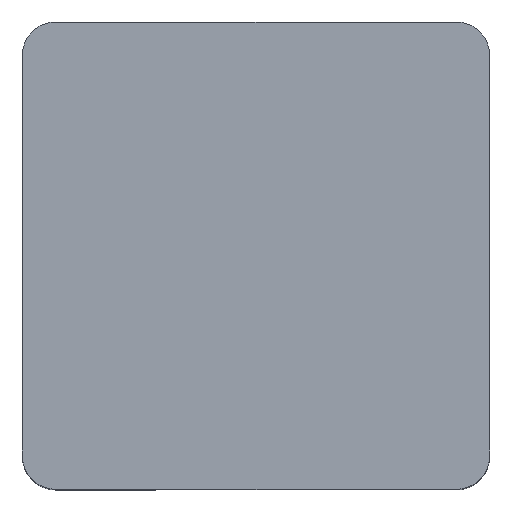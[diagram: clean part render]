
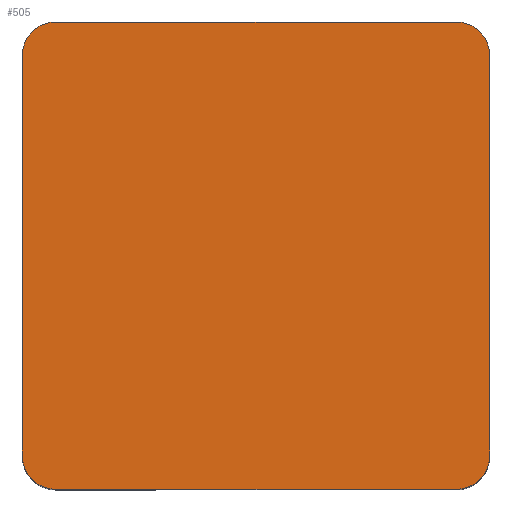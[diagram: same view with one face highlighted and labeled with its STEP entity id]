
A CAD part, top view. The second image highlights one B-rep face of the part: STEP entity #505.
In plain terms, the highlighted planar face has unit normal (0, 0, 1).
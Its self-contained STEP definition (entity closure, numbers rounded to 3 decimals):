
#1 = EDGE_CURVE ( 'NONE', #343, #142, #113, .T. ) ;
#3 = CIRCLE ( 'NONE', #166, 5. ) ;
#13 = DIRECTION ( 'NONE',  ( 0., 0., 1. ) ) ;
#21 = DIRECTION ( 'NONE',  ( -1., 0., 0. ) ) ;
#48 = VECTOR ( 'NONE', #406, 1000. ) ;
#50 = DIRECTION ( 'NONE',  ( 0., -1., 0. ) ) ;
#60 = CARTESIAN_POINT ( 'NONE',  ( 30., 30., 57. ) ) ;
#66 = DIRECTION ( 'NONE',  ( 0., 0., 1. ) ) ;
#69 = CARTESIAN_POINT ( 'NONE',  ( -35., -30., 57. ) ) ;
#72 = EDGE_CURVE ( 'NONE', #403, #264, #211, .T. ) ;
#73 = CARTESIAN_POINT ( 'NONE',  ( 35., 30., 57. ) ) ;
#86 = ORIENTED_EDGE ( 'NONE', *, *, #503, .T. ) ;
#94 = DIRECTION ( 'NONE',  ( 1., 0., 0. ) ) ;
#97 = CARTESIAN_POINT ( 'NONE',  ( 30., 35., 57. ) ) ;
#99 = CARTESIAN_POINT ( 'NONE',  ( -35., 30., 57. ) ) ;
#113 = CIRCLE ( 'NONE', #471, 5. ) ;
#122 = CARTESIAN_POINT ( 'NONE',  ( -30., -35., 57. ) ) ;
#131 = CARTESIAN_POINT ( 'NONE',  ( 30., -30., 57. ) ) ;
#142 = VERTEX_POINT ( 'NONE', #273 ) ;
#144 = DIRECTION ( 'NONE',  ( 1., 0., 0. ) ) ;
#149 = DIRECTION ( 'NONE',  ( 0., 0., 1. ) ) ;
#161 = EDGE_CURVE ( 'NONE', #190, #497, #304, .T. ) ;
#163 = CARTESIAN_POINT ( 'NONE',  ( -30., -30., 57. ) ) ;
#165 = VECTOR ( 'NONE', #50, 1000. ) ;
#166 = AXIS2_PLACEMENT_3D ( 'NONE', #60, #13, #410 ) ;
#171 = AXIS2_PLACEMENT_3D ( 'NONE', #249, #194, #144 ) ;
#177 = DIRECTION ( 'NONE',  ( 0., 1., 0. ) ) ;
#188 = DIRECTION ( 'NONE',  ( 1., 0., 0. ) ) ;
#189 = ORIENTED_EDGE ( 'NONE', *, *, #1, .T. ) ;
#190 = VERTEX_POINT ( 'NONE', #97 ) ;
#194 = DIRECTION ( 'NONE',  ( 0., 0., 1. ) ) ;
#204 = ORIENTED_EDGE ( 'NONE', *, *, #426, .T. ) ;
#206 = CARTESIAN_POINT ( 'NONE',  ( -30., 30., 57. ) ) ;
#211 = LINE ( 'NONE', #99, #165 ) ;
#222 = CARTESIAN_POINT ( 'NONE',  ( 35., 30., 57. ) ) ;
#223 = ORIENTED_EDGE ( 'NONE', *, *, #349, .T. ) ;
#233 = EDGE_CURVE ( 'NONE', #497, #403, #313, .T. ) ;
#238 = CARTESIAN_POINT ( 'NONE',  ( 30., -35., 57. ) ) ;
#240 = CIRCLE ( 'NONE', #482, 5. ) ;
#249 = CARTESIAN_POINT ( 'NONE',  ( -30., 30., 57. ) ) ;
#253 = PLANE ( 'NONE',  #337 ) ;
#264 = VERTEX_POINT ( 'NONE', #69 ) ;
#273 = CARTESIAN_POINT ( 'NONE',  ( 35., -30., 57. ) ) ;
#279 = LINE ( 'NONE', #222, #491 ) ;
#284 = VERTEX_POINT ( 'NONE', #73 ) ;
#288 = LINE ( 'NONE', #238, #409 ) ;
#300 = DIRECTION ( 'NONE',  ( -1., 0., 0. ) ) ;
#304 = LINE ( 'NONE', #360, #48 ) ;
#313 = CIRCLE ( 'NONE', #171, 5. ) ;
#317 = ORIENTED_EDGE ( 'NONE', *, *, #233, .T. ) ;
#337 = AXIS2_PLACEMENT_3D ( 'NONE', #206, #149, #94 ) ;
#338 = CARTESIAN_POINT ( 'NONE',  ( -35., 30., 57. ) ) ;
#343 = VERTEX_POINT ( 'NONE', #421 ) ;
#349 = EDGE_CURVE ( 'NONE', #284, #190, #3, .T. ) ;
#355 = DIRECTION ( 'NONE',  ( 0., 0., 1. ) ) ;
#360 = CARTESIAN_POINT ( 'NONE',  ( 30., 35., 57. ) ) ;
#378 = ORIENTED_EDGE ( 'NONE', *, *, #72, .T. ) ;
#393 = VERTEX_POINT ( 'NONE', #122 ) ;
#401 = CARTESIAN_POINT ( 'NONE',  ( -30., 35., 57. ) ) ;
#403 = VERTEX_POINT ( 'NONE', #338 ) ;
#406 = DIRECTION ( 'NONE',  ( -1., 0., 0. ) ) ;
#409 = VECTOR ( 'NONE', #188, 1000. ) ;
#410 = DIRECTION ( 'NONE',  ( -1., 0., 0. ) ) ;
#420 = EDGE_CURVE ( 'NONE', #393, #343, #288, .T. ) ;
#421 = CARTESIAN_POINT ( 'NONE',  ( 30., -35., 57. ) ) ;
#426 = EDGE_CURVE ( 'NONE', #142, #284, #279, .T. ) ;
#456 = ORIENTED_EDGE ( 'NONE', *, *, #161, .T. ) ;
#471 = AXIS2_PLACEMENT_3D ( 'NONE', #131, #66, #21 ) ;
#478 = FACE_OUTER_BOUND ( 'NONE', #496, .T. ) ;
#482 = AXIS2_PLACEMENT_3D ( 'NONE', #163, #355, #300 ) ;
#491 = VECTOR ( 'NONE', #177, 1000. ) ;
#496 = EDGE_LOOP ( 'NONE', ( #317, #378, #86, #498, #189, #204, #223, #456 ) ) ;
#497 = VERTEX_POINT ( 'NONE', #401 ) ;
#498 = ORIENTED_EDGE ( 'NONE', *, *, #420, .T. ) ;
#503 = EDGE_CURVE ( 'NONE', #264, #393, #240, .T. ) ;
#505 = ADVANCED_FACE ( 'NONE', ( #478 ), #253, .T. ) ;
